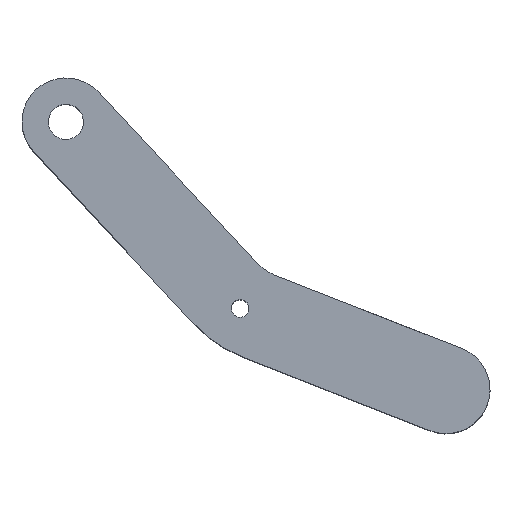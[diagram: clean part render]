
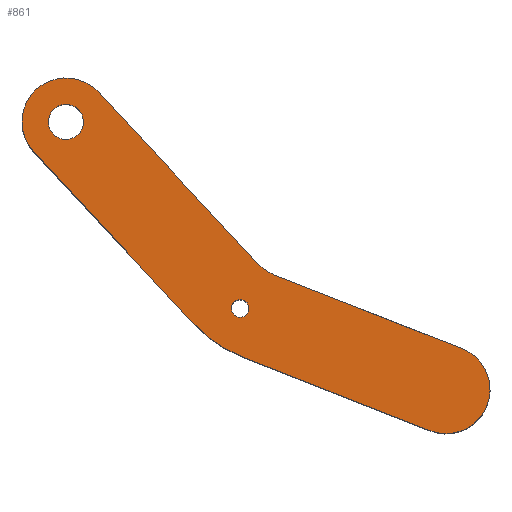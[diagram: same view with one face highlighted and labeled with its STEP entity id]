
A CAD part, top view. The second image highlights one B-rep face of the part: STEP entity #861.
In plain terms, the highlighted planar face has unit normal (0, 0, 1).
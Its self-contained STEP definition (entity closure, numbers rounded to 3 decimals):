
#141=CARTESIAN_POINT('Vertex',(17.421,-155.151,12.5)) ;
#146=CARTESIAN_POINT('Axis2P3D Location',(15.594,-159.804,12.5)) ;
#150=CARTESIAN_POINT('Vertex',(13.766,-164.458,12.5)) ;
#176=CARTESIAN_POINT('Vertex',(-6.918,-150.099,12.5)) ;
#181=CARTESIAN_POINT('Axis2P3D Location',(-7.796,-150.578,12.5)) ;
#185=CARTESIAN_POINT('Vertex',(-8.674,-151.058,12.5)) ;
#207=CARTESIAN_POINT('Axis2P3D Location',(-7.796,-150.578,12.5)) ;
#233=CARTESIAN_POINT('Vertex',(-25.836,-128.426,12.5)) ;
#238=CARTESIAN_POINT('Axis2P3D Location',(-27.591,-129.385,12.5)) ;
#242=CARTESIAN_POINT('Vertex',(-29.346,-130.344,12.5)) ;
#264=CARTESIAN_POINT('Axis2P3D Location',(-27.591,-129.385,12.5)) ;
#285=CARTESIAN_POINT('Vertex',(-31.25,-132.793,12.5)) ;
#290=CARTESIAN_POINT('Axis2P3D Location',(-27.591,-129.385,12.5)) ;
#294=CARTESIAN_POINT('Vertex',(-23.933,-125.977,12.5)) ;
#556=CARTESIAN_POINT('Line Origine',(-14.824,-135.757,12.5)) ;
#560=CARTESIAN_POINT('Vertex',(-5.715,-145.536,12.5)) ;
#580=CARTESIAN_POINT('Line Origine',(6.769,-150.966,12.5)) ;
#584=CARTESIAN_POINT('Vertex',(-3.884,-146.782,12.5)) ;
#632=CARTESIAN_POINT('Axis2P3D Location',(-2.056,-142.128,12.5)) ;
#768=CARTESIAN_POINT('Vertex',(-13.032,-152.352,12.5)) ;
#773=CARTESIAN_POINT('Line Origine',(-22.141,-142.573,12.5)) ;
#826=CARTESIAN_POINT('Axis2P3D Location',(0.,0.,12.5)) ;
#831=CARTESIAN_POINT('Axis2P3D Location',(-2.056,-142.128,12.5)) ;
#835=CARTESIAN_POINT('Vertex',(-7.54,-156.09,12.5)) ;
#838=CARTESIAN_POINT('Line Origine',(3.113,-160.274,12.5)) ;
#147=DIRECTION('Axis2P3D Direction',(0.,0.,-1.)) ;
#182=DIRECTION('Axis2P3D Direction',(0.,-0.,1.)) ;
#208=DIRECTION('Axis2P3D Direction',(0.,-0.,1.)) ;
#239=DIRECTION('Axis2P3D Direction',(0.,-0.,1.)) ;
#265=DIRECTION('Axis2P3D Direction',(0.,-0.,1.)) ;
#291=DIRECTION('Axis2P3D Direction',(0.,0.,-1.)) ;
#557=DIRECTION('Vector Direction',(0.682,-0.732,0.)) ;
#581=DIRECTION('Vector Direction',(0.931,-0.366,0.)) ;
#633=DIRECTION('Axis2P3D Direction',(-0.,0.,-1.)) ;
#774=DIRECTION('Vector Direction',(0.682,-0.732,0.)) ;
#827=DIRECTION('Axis2P3D Direction',(0.,0.,-1.)) ;
#828=DIRECTION('Axis2P3D XDirection',(1.,0.,0.)) ;
#832=DIRECTION('Axis2P3D Direction',(0.,0.,-1.)) ;
#839=DIRECTION('Vector Direction',(0.931,-0.366,0.)) ;
#148=AXIS2_PLACEMENT_3D('Circle Axis2P3D',#146,#147,$) ;
#183=AXIS2_PLACEMENT_3D('Circle Axis2P3D',#181,#182,$) ;
#209=AXIS2_PLACEMENT_3D('Circle Axis2P3D',#207,#208,$) ;
#240=AXIS2_PLACEMENT_3D('Circle Axis2P3D',#238,#239,$) ;
#266=AXIS2_PLACEMENT_3D('Circle Axis2P3D',#264,#265,$) ;
#292=AXIS2_PLACEMENT_3D('Circle Axis2P3D',#290,#291,$) ;
#634=AXIS2_PLACEMENT_3D('Circle Axis2P3D',#632,#633,$) ;
#829=AXIS2_PLACEMENT_3D('Plane Axis2P3D',#826,#827,#828) ;
#833=AXIS2_PLACEMENT_3D('Circle Axis2P3D',#831,#832,$) ;
#844=ORIENTED_EDGE('',*,*,#837,.F.) ;
#845=ORIENTED_EDGE('',*,*,#842,.F.) ;
#846=ORIENTED_EDGE('',*,*,#152,.F.) ;
#847=ORIENTED_EDGE('',*,*,#586,.F.) ;
#848=ORIENTED_EDGE('',*,*,#636,.T.) ;
#849=ORIENTED_EDGE('',*,*,#562,.F.) ;
#850=ORIENTED_EDGE('',*,*,#296,.F.) ;
#851=ORIENTED_EDGE('',*,*,#777,.F.) ;
#854=ORIENTED_EDGE('',*,*,#211,.T.) ;
#855=ORIENTED_EDGE('',*,*,#187,.T.) ;
#858=ORIENTED_EDGE('',*,*,#268,.T.) ;
#859=ORIENTED_EDGE('',*,*,#244,.T.) ;
#856=FACE_BOUND('',#853,.T.) ;
#860=FACE_BOUND('',#857,.T.) ;
#558=VECTOR('Line Direction',#557,1.) ;
#582=VECTOR('Line Direction',#581,1.) ;
#775=VECTOR('Line Direction',#774,1.) ;
#840=VECTOR('Line Direction',#839,1.) ;
#861=ADVANCED_FACE('Corps principal',(#852,#856,#860),#830,.F.) ;
#149=CIRCLE('generated circle',#148,5.) ;
#184=CIRCLE('generated circle',#183,1.) ;
#210=CIRCLE('generated circle',#209,1.) ;
#241=CIRCLE('generated circle',#240,2.) ;
#267=CIRCLE('generated circle',#266,2.) ;
#293=CIRCLE('generated circle',#292,5.) ;
#635=CIRCLE('generated circle',#634,5.) ;
#834=CIRCLE('generated circle',#833,15.) ;
#152=EDGE_CURVE('',#142,#151,#149,.T.) ;
#187=EDGE_CURVE('',#186,#177,#184,.F.) ;
#211=EDGE_CURVE('',#177,#186,#210,.F.) ;
#244=EDGE_CURVE('',#243,#234,#241,.F.) ;
#268=EDGE_CURVE('',#234,#243,#267,.F.) ;
#296=EDGE_CURVE('',#286,#295,#293,.T.) ;
#562=EDGE_CURVE('',#295,#561,#559,.T.) ;
#586=EDGE_CURVE('',#585,#142,#583,.T.) ;
#636=EDGE_CURVE('',#585,#561,#635,.T.) ;
#777=EDGE_CURVE('',#769,#286,#776,.F.) ;
#837=EDGE_CURVE('',#836,#769,#834,.T.) ;
#842=EDGE_CURVE('',#151,#836,#841,.F.) ;
#843=EDGE_LOOP('',(#844,#845,#846,#847,#848,#849,#850,#851)) ;
#853=EDGE_LOOP('',(#854,#855)) ;
#857=EDGE_LOOP('',(#858,#859)) ;
#852=FACE_OUTER_BOUND('',#843,.T.) ;
#559=LINE('Line',#556,#558) ;
#583=LINE('Line',#580,#582) ;
#776=LINE('Line',#773,#775) ;
#841=LINE('Line',#838,#840) ;
#830=PLANE('',#829) ;
#142=VERTEX_POINT('',#141) ;
#151=VERTEX_POINT('',#150) ;
#177=VERTEX_POINT('',#176) ;
#186=VERTEX_POINT('',#185) ;
#234=VERTEX_POINT('',#233) ;
#243=VERTEX_POINT('',#242) ;
#286=VERTEX_POINT('',#285) ;
#295=VERTEX_POINT('',#294) ;
#561=VERTEX_POINT('',#560) ;
#585=VERTEX_POINT('',#584) ;
#769=VERTEX_POINT('',#768) ;
#836=VERTEX_POINT('',#835) ;
